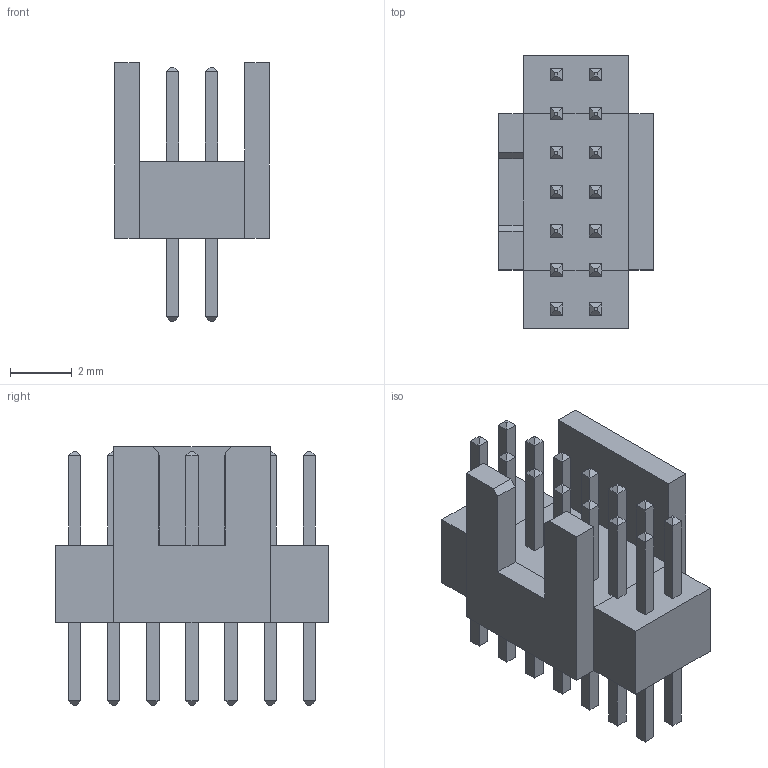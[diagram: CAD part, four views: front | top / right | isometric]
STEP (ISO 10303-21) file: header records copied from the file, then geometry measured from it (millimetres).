
FILE_DESCRIPTION(('FreeCAD Model'),'2;1');
FILE_NAME('Samtec_FTSH-107-01-L-D-K.step', '2017-06-08T17:53:15',('kicad StepUp'),('ksu MCAD'), 'Open CASCADE STEP processor 6.8','FreeCAD','Unknown');
FILE_SCHEMA(('AUTOMOTIVE_DESIGN_CC2 { 1 2 10303 214 -1 1 5 4 }'));
Length unit declared in the file: millimetre
Products named in the file (1): Samtec_FTSH-107-01-L-D-K
Bounding box: 5.02 x 8.89 x 8.41 mm (x, y, z)
Volume: 129.6 mm3; surface area: 337 mm2
Topology: 1 solids, 1 shells, 283 faces, 653 edges, 392 vertices
Faces by surface type: plane 283
Entity records: 9662 total; most frequent: CARTESIAN_POINT 1329, ORIENTED_EDGE 1306, DIRECTION 1221, EDGE_CURVE 653, LINE 653, VECTOR 653, VERTEX_POINT 392, FACE_BOUND 303
